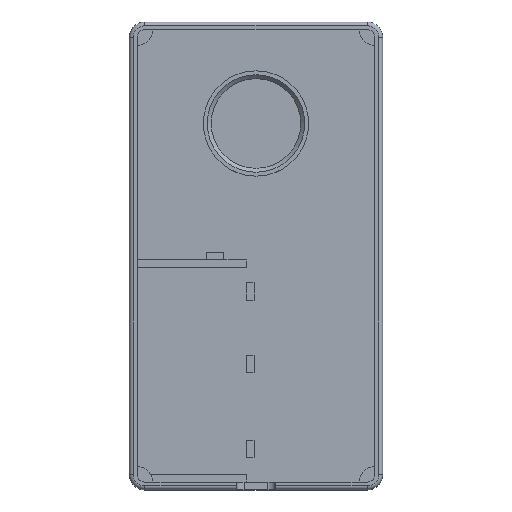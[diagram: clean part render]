
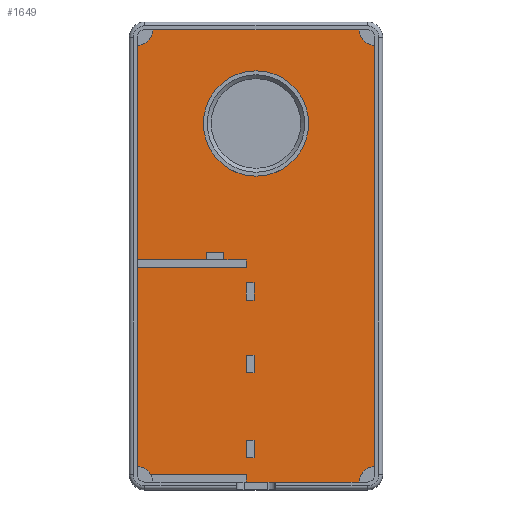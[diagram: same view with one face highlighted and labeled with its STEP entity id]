
A CAD part, top view. The second image highlights one B-rep face of the part: STEP entity #1649.
In plain terms, the highlighted planar face has unit normal (0, 0, 1).
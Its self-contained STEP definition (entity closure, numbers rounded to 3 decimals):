
#77=LINE('',#2484,#244);
#93=LINE('',#2523,#260);
#101=LINE('',#2539,#268);
#105=LINE('',#2547,#272);
#114=LINE('',#2575,#281);
#123=LINE('',#2593,#290);
#124=LINE('',#2596,#291);
#125=LINE('',#2598,#292);
#126=LINE('',#2600,#293);
#127=LINE('',#2601,#294);
#128=LINE('',#2604,#295);
#129=LINE('',#2606,#296);
#130=LINE('',#2608,#297);
#131=LINE('',#2609,#298);
#132=LINE('',#2612,#299);
#133=LINE('',#2614,#300);
#134=LINE('',#2616,#301);
#135=LINE('',#2622,#302);
#136=LINE('',#2624,#303);
#137=LINE('',#2626,#304);
#138=LINE('',#2628,#305);
#139=LINE('',#2630,#306);
#140=LINE('',#2632,#307);
#141=LINE('',#2634,#308);
#142=LINE('',#2635,#309);
#143=LINE('',#2637,#310);
#244=VECTOR('',#1962,1000.);
#260=VECTOR('',#1988,1000.);
#268=VECTOR('',#1998,1000.);
#272=VECTOR('',#2002,1000.);
#281=VECTOR('',#2023,1000.);
#290=VECTOR('',#2034,1000.);
#291=VECTOR('',#2035,1000.);
#292=VECTOR('',#2036,1000.);
#293=VECTOR('',#2037,1000.);
#294=VECTOR('',#2038,1000.);
#295=VECTOR('',#2039,1000.);
#296=VECTOR('',#2040,1000.);
#297=VECTOR('',#2041,1000.);
#298=VECTOR('',#2042,1000.);
#299=VECTOR('',#2043,1000.);
#300=VECTOR('',#2044,1000.);
#301=VECTOR('',#2045,1000.);
#302=VECTOR('',#2054,1000.);
#303=VECTOR('',#2055,1000.);
#304=VECTOR('',#2056,1000.);
#305=VECTOR('',#2057,1000.);
#306=VECTOR('',#2058,1000.);
#307=VECTOR('',#2059,1000.);
#308=VECTOR('',#2060,1000.);
#309=VECTOR('',#2061,1000.);
#310=VECTOR('',#2062,1000.);
#479=ORIENTED_EDGE('',*,*,#962,.T.);
#480=ORIENTED_EDGE('',*,*,#963,.T.);
#481=ORIENTED_EDGE('',*,*,#964,.F.);
#482=ORIENTED_EDGE('',*,*,#965,.F.);
#483=ORIENTED_EDGE('',*,*,#966,.T.);
#484=ORIENTED_EDGE('',*,*,#967,.T.);
#485=ORIENTED_EDGE('',*,*,#968,.F.);
#486=ORIENTED_EDGE('',*,*,#969,.F.);
#487=ORIENTED_EDGE('',*,*,#970,.T.);
#488=ORIENTED_EDGE('',*,*,#971,.T.);
#489=ORIENTED_EDGE('',*,*,#972,.F.);
#490=ORIENTED_EDGE('',*,*,#973,.F.);
#491=ORIENTED_EDGE('',*,*,#974,.F.);
#492=ORIENTED_EDGE('',*,*,#907,.T.);
#493=ORIENTED_EDGE('',*,*,#975,.T.);
#494=ORIENTED_EDGE('',*,*,#927,.F.);
#495=ORIENTED_EDGE('',*,*,#976,.T.);
#496=ORIENTED_EDGE('',*,*,#953,.F.);
#497=ORIENTED_EDGE('',*,*,#977,.T.);
#498=ORIENTED_EDGE('',*,*,#939,.T.);
#499=ORIENTED_EDGE('',*,*,#978,.T.);
#500=ORIENTED_EDGE('',*,*,#979,.T.);
#501=ORIENTED_EDGE('',*,*,#980,.T.);
#502=ORIENTED_EDGE('',*,*,#981,.F.);
#503=ORIENTED_EDGE('',*,*,#982,.T.);
#504=ORIENTED_EDGE('',*,*,#983,.T.);
#505=ORIENTED_EDGE('',*,*,#984,.F.);
#506=ORIENTED_EDGE('',*,*,#935,.T.);
#507=ORIENTED_EDGE('',*,*,#985,.T.);
#508=ORIENTED_EDGE('',*,*,#986,.F.);
#907=EDGE_CURVE('',#1151,#1150,#77,.T.);
#927=EDGE_CURVE('',#1168,#1169,#93,.T.);
#935=EDGE_CURVE('',#1176,#1175,#101,.T.);
#939=EDGE_CURVE('',#1180,#1179,#105,.T.);
#953=EDGE_CURVE('',#1193,#1194,#114,.T.);
#962=EDGE_CURVE('',#1201,#1202,#123,.T.);
#963=EDGE_CURVE('',#1202,#1203,#124,.T.);
#964=EDGE_CURVE('',#1204,#1203,#125,.T.);
#965=EDGE_CURVE('',#1201,#1204,#126,.T.);
#966=EDGE_CURVE('',#1205,#1206,#127,.T.);
#967=EDGE_CURVE('',#1206,#1207,#128,.T.);
#968=EDGE_CURVE('',#1208,#1207,#129,.T.);
#969=EDGE_CURVE('',#1205,#1208,#130,.T.);
#970=EDGE_CURVE('',#1209,#1210,#131,.T.);
#971=EDGE_CURVE('',#1210,#1211,#132,.T.);
#972=EDGE_CURVE('',#1212,#1211,#133,.T.);
#973=EDGE_CURVE('',#1209,#1212,#134,.T.);
#974=EDGE_CURVE('',#1213,#1213,#1304,.T.);
#975=EDGE_CURVE('',#1150,#1169,#1305,.T.);
#976=EDGE_CURVE('',#1168,#1194,#1306,.T.);
#977=EDGE_CURVE('',#1193,#1180,#1307,.T.);
#978=EDGE_CURVE('',#1179,#1214,#135,.T.);
#979=EDGE_CURVE('',#1214,#1215,#136,.T.);
#980=EDGE_CURVE('',#1215,#1216,#137,.T.);
#981=EDGE_CURVE('',#1217,#1216,#138,.T.);
#982=EDGE_CURVE('',#1217,#1218,#139,.T.);
#983=EDGE_CURVE('',#1218,#1219,#140,.T.);
#984=EDGE_CURVE('',#1176,#1219,#141,.T.);
#985=EDGE_CURVE('',#1175,#1220,#142,.T.);
#986=EDGE_CURVE('',#1151,#1220,#143,.T.);
#1150=VERTEX_POINT('',#2483);
#1151=VERTEX_POINT('',#2485);
#1168=VERTEX_POINT('',#2522);
#1169=VERTEX_POINT('',#2524);
#1175=VERTEX_POINT('',#2538);
#1176=VERTEX_POINT('',#2540);
#1179=VERTEX_POINT('',#2546);
#1180=VERTEX_POINT('',#2548);
#1193=VERTEX_POINT('',#2576);
#1194=VERTEX_POINT('',#2577);
#1201=VERTEX_POINT('',#2594);
#1202=VERTEX_POINT('',#2595);
#1203=VERTEX_POINT('',#2597);
#1204=VERTEX_POINT('',#2599);
#1205=VERTEX_POINT('',#2602);
#1206=VERTEX_POINT('',#2603);
#1207=VERTEX_POINT('',#2605);
#1208=VERTEX_POINT('',#2607);
#1209=VERTEX_POINT('',#2610);
#1210=VERTEX_POINT('',#2611);
#1211=VERTEX_POINT('',#2613);
#1212=VERTEX_POINT('',#2615);
#1213=VERTEX_POINT('',#2618);
#1214=VERTEX_POINT('',#2623);
#1215=VERTEX_POINT('',#2625);
#1216=VERTEX_POINT('',#2627);
#1217=VERTEX_POINT('',#2629);
#1218=VERTEX_POINT('',#2631);
#1219=VERTEX_POINT('',#2633);
#1220=VERTEX_POINT('',#2636);
#1304=CIRCLE('',#1777,13.5);
#1305=CIRCLE('',#1778,2.);
#1306=CIRCLE('',#1779,2.);
#1307=CIRCLE('',#1780,2.);
#1369=EDGE_LOOP('',(#479,#480,#481,#482));
#1370=EDGE_LOOP('',(#483,#484,#485,#486));
#1371=EDGE_LOOP('',(#487,#488,#489,#490));
#1372=EDGE_LOOP('',(#491));
#1373=EDGE_LOOP('',(#492,#493,#494,#495,#496,#497,#498,#499,#500,#501,#502,
#503,#504,#505,#506,#507,#508));
#1485=FACE_BOUND('',#1369,.T.);
#1486=FACE_BOUND('',#1370,.T.);
#1487=FACE_BOUND('',#1371,.T.);
#1488=FACE_BOUND('',#1372,.T.);
#1489=FACE_BOUND('',#1373,.T.);
#1597=PLANE('',#1776);
#1649=ADVANCED_FACE('',(#1485,#1486,#1487,#1488,#1489),#1597,.T.);
#1776=AXIS2_PLACEMENT_3D('',#2592,#2032,#2033);
#1777=AXIS2_PLACEMENT_3D('',#2617,#2046,#2047);
#1778=AXIS2_PLACEMENT_3D('',#2619,#2048,#2049);
#1779=AXIS2_PLACEMENT_3D('',#2620,#2050,#2051);
#1780=AXIS2_PLACEMENT_3D('',#2621,#2052,#2053);
#1962=DIRECTION('',(1.,0.,0.));
#1988=DIRECTION('',(0.,-1.,0.));
#1998=DIRECTION('',(0.,-1.,0.));
#2002=DIRECTION('',(0.,-1.,0.));
#2023=DIRECTION('',(1.,0.,0.));
#2032=DIRECTION('',(0.,0.,1.));
#2033=DIRECTION('',(1.,0.,0.));
#2034=DIRECTION('',(1.,0.,0.));
#2035=DIRECTION('',(0.,-1.,0.));
#2036=DIRECTION('',(1.,0.,0.));
#2037=DIRECTION('',(0.,-1.,0.));
#2038=DIRECTION('',(1.,0.,0.));
#2039=DIRECTION('',(0.,-1.,0.));
#2040=DIRECTION('',(1.,0.,0.));
#2041=DIRECTION('',(0.,-1.,0.));
#2042=DIRECTION('',(1.,0.,0.));
#2043=DIRECTION('',(0.,-1.,0.));
#2044=DIRECTION('',(1.,0.,0.));
#2045=DIRECTION('',(0.,-1.,0.));
#2046=DIRECTION('',(0.,0.,1.));
#2047=DIRECTION('',(1.,0.,0.));
#2048=DIRECTION('',(0.,0.,1.));
#2049=DIRECTION('',(1.,0.,0.));
#2050=DIRECTION('',(0.,0.,1.));
#2051=DIRECTION('',(1.,0.,0.));
#2052=DIRECTION('',(0.,0.,1.));
#2053=DIRECTION('',(1.,0.,0.));
#2054=DIRECTION('',(1.,0.,0.));
#2055=DIRECTION('',(0.,1.,0.));
#2056=DIRECTION('',(1.,0.,0.));
#2057=DIRECTION('',(0.,1.,0.));
#2058=DIRECTION('',(1.,0.,0.));
#2059=DIRECTION('',(0.,-1.,0.));
#2060=DIRECTION('',(1.,0.,0.));
#2061=DIRECTION('',(1.,0.,0.));
#2062=DIRECTION('',(0.,1.,0.));
#2483=CARTESIAN_POINT('',(28.5,-58.,0.));
#2484=CARTESIAN_POINT('',(14.,-58.,0.));
#2485=CARTESIAN_POINT('',(-2.5,-58.,0.));
#2522=CARTESIAN_POINT('',(30.5,56.,0.));
#2523=CARTESIAN_POINT('',(30.5,0.,0.));
#2524=CARTESIAN_POINT('',(30.5,-56.,0.));
#2538=CARTESIAN_POINT('',(-30.5,-56.,0.));
#2539=CARTESIAN_POINT('',(-30.5,-2.,0.));
#2540=CARTESIAN_POINT('',(-30.5,-3.,0.));
#2546=CARTESIAN_POINT('',(-30.5,-1.,0.));
#2547=CARTESIAN_POINT('',(-30.5,-2.,0.));
#2548=CARTESIAN_POINT('',(-30.5,56.,0.));
#2575=CARTESIAN_POINT('',(0.,58.,0.));
#2576=CARTESIAN_POINT('',(-28.5,58.,0.));
#2577=CARTESIAN_POINT('',(28.5,58.,0.));
#2592=CARTESIAN_POINT('',(0.,0.,0.));
#2593=CARTESIAN_POINT('',(-1.5,-6.823,0.));
#2594=CARTESIAN_POINT('',(-2.5,-6.823,0.));
#2595=CARTESIAN_POINT('',(-0.5,-6.823,0.));
#2596=CARTESIAN_POINT('',(-0.5,-9.073,0.));
#2597=CARTESIAN_POINT('',(-0.5,-11.323,0.));
#2598=CARTESIAN_POINT('',(-1.5,-11.323,0.));
#2599=CARTESIAN_POINT('',(-2.5,-11.323,0.));
#2600=CARTESIAN_POINT('',(-2.5,-9.073,0.));
#2601=CARTESIAN_POINT('',(-1.5,-25.459,0.));
#2602=CARTESIAN_POINT('',(-2.5,-25.459,0.));
#2603=CARTESIAN_POINT('',(-0.5,-25.459,0.));
#2604=CARTESIAN_POINT('',(-0.5,-27.709,0.));
#2605=CARTESIAN_POINT('',(-0.5,-29.959,0.));
#2606=CARTESIAN_POINT('',(-1.5,-29.959,0.));
#2607=CARTESIAN_POINT('',(-2.5,-29.959,0.));
#2608=CARTESIAN_POINT('',(-2.5,-27.709,0.));
#2609=CARTESIAN_POINT('',(-1.5,-47.193,0.));
#2610=CARTESIAN_POINT('',(-2.5,-47.193,0.));
#2611=CARTESIAN_POINT('',(-0.5,-47.193,0.));
#2612=CARTESIAN_POINT('',(-0.5,-49.443,0.));
#2613=CARTESIAN_POINT('',(-0.5,-51.693,0.));
#2614=CARTESIAN_POINT('',(-1.5,-51.693,0.));
#2615=CARTESIAN_POINT('',(-2.5,-51.693,0.));
#2616=CARTESIAN_POINT('',(-2.5,-49.443,0.));
#2617=CARTESIAN_POINT('',(0.,34.,0.));
#2618=CARTESIAN_POINT('',(13.5,34.,0.));
#2619=CARTESIAN_POINT('',(28.5,-56.,0.));
#2620=CARTESIAN_POINT('',(28.5,56.,0.));
#2621=CARTESIAN_POINT('',(-28.5,56.,0.));
#2622=CARTESIAN_POINT('',(-21.61,-1.,0.));
#2623=CARTESIAN_POINT('',(-12.72,-1.,0.));
#2624=CARTESIAN_POINT('',(-12.72,0.,0.));
#2625=CARTESIAN_POINT('',(-12.72,1.,0.));
#2626=CARTESIAN_POINT('',(-10.47,1.,0.));
#2627=CARTESIAN_POINT('',(-8.22,1.,0.));
#2628=CARTESIAN_POINT('',(-8.22,0.,0.));
#2629=CARTESIAN_POINT('',(-8.22,-1.,0.));
#2630=CARTESIAN_POINT('',(-21.61,-1.,0.));
#2631=CARTESIAN_POINT('',(-2.5,-1.,0.));
#2632=CARTESIAN_POINT('',(-2.5,-2.,0.));
#2633=CARTESIAN_POINT('',(-2.5,-3.,0.));
#2634=CARTESIAN_POINT('',(-16.5,-3.,0.));
#2635=CARTESIAN_POINT('',(-16.5,-56.,0.));
#2636=CARTESIAN_POINT('',(-2.5,-56.,0.));
#2637=CARTESIAN_POINT('',(-2.5,-57.,0.));
